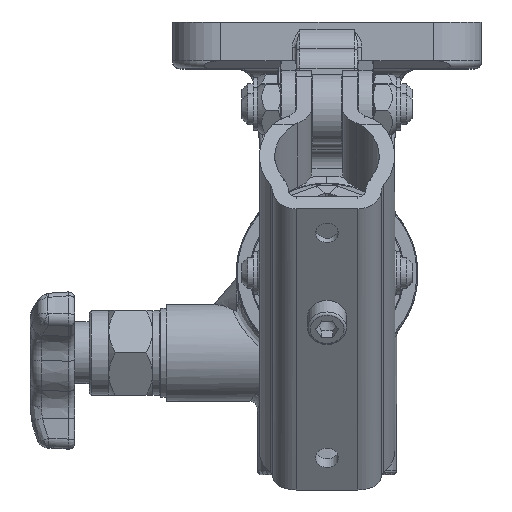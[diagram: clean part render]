
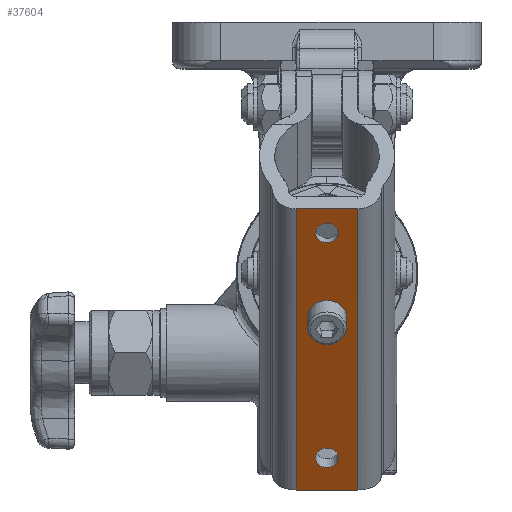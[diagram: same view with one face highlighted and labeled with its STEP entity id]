
A CAD part, top view. The second image highlights one B-rep face of the part: STEP entity #37604.
In plain terms, the highlighted planar face has unit normal (0, -0.558, 0.83).
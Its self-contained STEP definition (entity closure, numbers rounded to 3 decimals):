
#35257=CARTESIAN_POINT('',(0.,7.788,256.985));
#35258=VERTEX_POINT('',#35257);
#35259=CARTESIAN_POINT('',(0.,10.278,258.659));
#35260=DIRECTION('',(0.,0.558,-0.83));
#35261=DIRECTION('',(0.,0.83,0.558));
#35262=AXIS2_PLACEMENT_3D('',#35259,#35260,#35261);
#35263=CIRCLE('',#35262,3.0);
#35264=EDGE_CURVE('',#35258,#35258,#35263,.T.);
#35420=CARTESIAN_POINT('',(-8.003,-56.113,214.024));
#35421=VERTEX_POINT('',#35420);
#35429=CARTESIAN_POINT('',(-8.003,16.502,262.844));
#35430=VERTEX_POINT('',#35429);
#35431=CARTESIAN_POINT('',(-8.003,16.502,262.844));
#35432=DIRECTION('',(0.,-0.83,-0.558));
#35433=VECTOR('',#35432,87.5);
#35434=LINE('',#35431,#35433);
#35435=EDGE_CURVE('',#35430,#35421,#35434,.T.);
#35455=CARTESIAN_POINT('',(8.003,16.502,262.844));
#35456=VERTEX_POINT('',#35455);
#35533=CARTESIAN_POINT('',(8.003,16.502,262.844));
#35534=DIRECTION('',(-1.0,0.0,0.0));
#35535=VECTOR('',#35534,16.007);
#35536=LINE('',#35533,#35535);
#35537=EDGE_CURVE('',#35456,#35430,#35536,.T.);
#35807=CARTESIAN_POINT('',(8.003,-56.113,214.024));
#35808=VERTEX_POINT('',#35807);
#35818=CARTESIAN_POINT('',(8.003,16.502,262.844));
#35819=DIRECTION('',(0.,-0.83,-0.558));
#35820=VECTOR('',#35819,87.5);
#35821=LINE('',#35818,#35820);
#35822=EDGE_CURVE('',#35456,#35808,#35821,.T.);
#35857=CARTESIAN_POINT('',(-8.003,-56.113,214.024));
#35858=DIRECTION('',(1.0,0.0,0.0));
#35859=VECTOR('',#35858,16.007);
#35860=LINE('',#35857,#35859);
#35861=EDGE_CURVE('',#35421,#35808,#35860,.T.);
#35893=CARTESIAN_POINT('',(0.,-50.304,217.93));
#35894=VERTEX_POINT('',#35893);
#35895=CARTESIAN_POINT('',(0.,-47.814,219.603));
#35896=DIRECTION('',(0.,0.558,-0.83));
#35897=DIRECTION('',(0.,-0.83,-0.558));
#35898=AXIS2_PLACEMENT_3D('',#35895,#35896,#35897);
#35899=CIRCLE('',#35898,3.0);
#35900=EDGE_CURVE('',#35894,#35894,#35899,.T.);
#37576=CARTESIAN_POINT('',(0.,-20.843,237.737));
#37577=DIRECTION('',(0.,-0.558,0.83));
#37578=DIRECTION('',(0.,-0.83,-0.558));
#37579=AXIS2_PLACEMENT_3D('',#37576,#37577,#37578);
#37580=PLANE('',#37579);
#37581=ORIENTED_EDGE('',*,*,#35861,.T.);
#37582=ORIENTED_EDGE('',*,*,#35822,.F.);
#37583=ORIENTED_EDGE('',*,*,#35537,.T.);
#37584=ORIENTED_EDGE('',*,*,#35435,.T.);
#37585=EDGE_LOOP('',(#37581,#37582,#37583,#37584));
#37586=FACE_OUTER_BOUND('',#37585,.T.);
#37587=ORIENTED_EDGE('',*,*,#35264,.T.);
#37588=EDGE_LOOP('',(#37587));
#37589=FACE_BOUND('',#37588,.T.);
#37590=ORIENTED_EDGE('',*,*,#35900,.T.);
#37591=EDGE_LOOP('',(#37590));
#37592=FACE_BOUND('',#37591,.T.);
#37593=CARTESIAN_POINT('',(-4.33,-9.225,245.548));
#37594=VERTEX_POINT('',#37593);
#37595=CARTESIAN_POINT('',(0.,-11.299,244.153));
#37596=DIRECTION('',(0.,0.558,-0.83));
#37597=DIRECTION('',(-0.866,0.415,0.279));
#37598=AXIS2_PLACEMENT_3D('',#37595,#37596,#37597);
#37599=CIRCLE('',#37598,5.);
#37600=EDGE_CURVE('',#37594,#37594,#37599,.T.);
#37601=ORIENTED_EDGE('',*,*,#37600,.T.);
#37602=EDGE_LOOP('',(#37601));
#37603=FACE_BOUND('',#37602,.T.);
#37604=ADVANCED_FACE('',(#37586,#37589,#37592,#37603),#37580,.T.);
